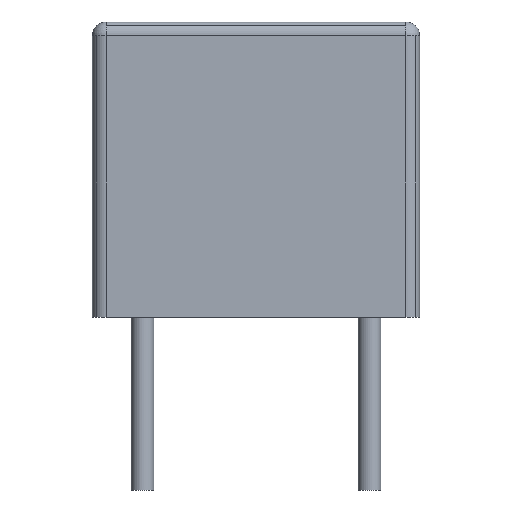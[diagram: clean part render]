
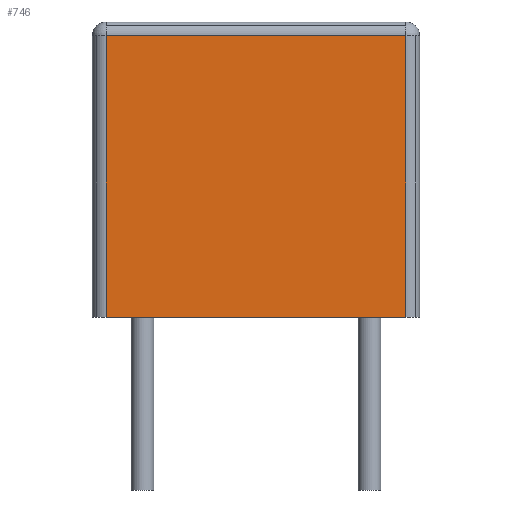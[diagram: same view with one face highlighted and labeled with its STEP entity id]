
A CAD part, front view. The second image highlights one B-rep face of the part: STEP entity #746.
In plain terms, the highlighted planar face has unit normal (0, -1, 0).
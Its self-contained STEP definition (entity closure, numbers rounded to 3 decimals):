
#164=CARTESIAN_POINT('',(-3.3,-1.5,0.));
#165=VERTEX_POINT('',#164);
#173=CARTESIAN_POINT('',(-3.3,-1.5,6.2));
#174=VERTEX_POINT('',#173);
#175=CARTESIAN_POINT('',(-3.3,-1.5,0.));
#176=DIRECTION('',(0.0,0.0,1.0));
#177=VECTOR('',#176,6.2);
#178=LINE('',#175,#177);
#179=EDGE_CURVE('',#165,#174,#178,.T.);
#484=CARTESIAN_POINT('',(3.3,-1.5,0.));
#485=VERTEX_POINT('',#484);
#486=CARTESIAN_POINT('',(3.3,-1.5,0.));
#487=DIRECTION('',(-1.0,0.0,0.0));
#488=VECTOR('',#487,6.6);
#489=LINE('',#486,#488);
#490=EDGE_CURVE('',#485,#165,#489,.T.);
#723=CARTESIAN_POINT('',(3.3,-1.5,0.));
#724=DIRECTION('',(0.0,-1.0,0.0));
#725=DIRECTION('',(0.0,0.0,-1.0));
#726=AXIS2_PLACEMENT_3D('',#723,#724,#725);
#727=PLANE('',#726);
#728=CARTESIAN_POINT('',(3.3,-1.5,6.2));
#729=VERTEX_POINT('',#728);
#730=CARTESIAN_POINT('',(-3.3,-1.5,6.2));
#731=DIRECTION('',(1.0,0.0,0.0));
#732=VECTOR('',#731,6.6);
#733=LINE('',#730,#732);
#734=EDGE_CURVE('',#174,#729,#733,.T.);
#735=ORIENTED_EDGE('',*,*,#734,.F.);
#736=ORIENTED_EDGE('',*,*,#179,.F.);
#737=ORIENTED_EDGE('',*,*,#490,.F.);
#738=CARTESIAN_POINT('',(3.3,-1.5,0.));
#739=DIRECTION('',(0.0,0.0,1.0));
#740=VECTOR('',#739,6.2);
#741=LINE('',#738,#740);
#742=EDGE_CURVE('',#485,#729,#741,.T.);
#743=ORIENTED_EDGE('',*,*,#742,.T.);
#744=EDGE_LOOP('',(#735,#736,#737,#743));
#745=FACE_OUTER_BOUND('',#744,.T.);
#746=ADVANCED_FACE('',(#745),#727,.T.);
